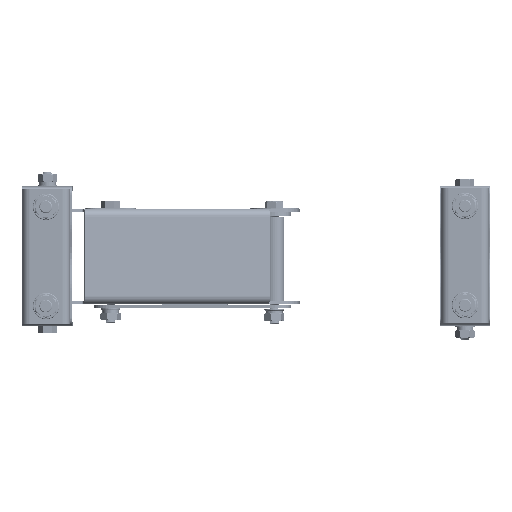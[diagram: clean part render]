
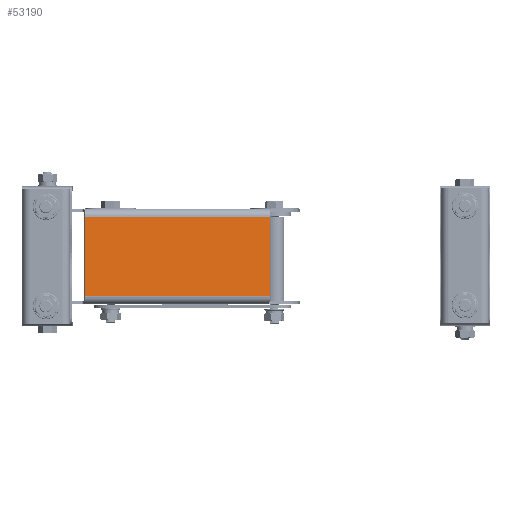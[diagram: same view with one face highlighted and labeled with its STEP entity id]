
A CAD part, front view. The second image highlights one B-rep face of the part: STEP entity #53190.
In plain terms, the highlighted face is planar.
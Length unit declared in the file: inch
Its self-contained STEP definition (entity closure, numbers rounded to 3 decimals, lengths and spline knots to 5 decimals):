
#1772 = CARTESIAN_POINT ( 'NONE',  ( -2.4225, 0., 0.94125 ) ) ;
#1808 = CARTESIAN_POINT ( 'NONE',  ( -2.4225, 0., -0.94125 ) ) ;
#1820 = CARTESIAN_POINT ( 'NONE',  ( 2.0925, 0., -0.94125 ) ) ;
#1823 = CARTESIAN_POINT ( 'NONE',  ( 2.0925, 0., 0.94125 ) ) ;
#9981 = LINE ( 'NONE', #12115, #10033 ) ;
#10022 = LINE ( 'NONE', #12124, #10029 ) ;
#10027 = LINE ( 'NONE', #12114, #10038 ) ;
#10029 = VECTOR ( 'NONE', #12128, 39.37008 ) ;
#10033 = VECTOR ( 'NONE', #12130, 39.37008 ) ;
#10035 = LINE ( 'NONE', #12137, #10041 ) ;
#10038 = VECTOR ( 'NONE', #12134, 39.37008 ) ;
#10041 = VECTOR ( 'NONE', #12140, 39.37008 ) ;
#12114 = CARTESIAN_POINT ( 'NONE',  ( 2.0925, 0., -8.44537 ) ) ;
#12115 = CARTESIAN_POINT ( 'NONE',  ( -3.3125, 0., -0.94125 ) ) ;
#12124 = CARTESIAN_POINT ( 'NONE',  ( -2.4225, 0., -8.44537 ) ) ;
#12128 = DIRECTION ( 'NONE',  ( 0., 0., 1. ) ) ;
#12130 = DIRECTION ( 'NONE',  ( 1., 0., 0. ) ) ;
#12134 = DIRECTION ( 'NONE',  ( 0., 0., 1. ) ) ;
#12137 = CARTESIAN_POINT ( 'NONE',  ( -3.3125, 0., 0.94125 ) ) ;
#12140 = DIRECTION ( 'NONE',  ( -1., 0., 0. ) ) ;
#45060 = EDGE_LOOP ( 'NONE', ( #75803, #75804, #75805, #75806 ) ) ;
#53190 = ADVANCED_FACE ( 'NONE', ( #78052 ), #78646, .F. ) ;
#65013 = AXIS2_PLACEMENT_3D ( 'NONE', #78680, #78681, #78682 ) ;
#72336 = VERTEX_POINT ( 'NONE', #1772 ) ;
#72352 = VERTEX_POINT ( 'NONE', #1808 ) ;
#72357 = VERTEX_POINT ( 'NONE', #1820 ) ;
#72358 = VERTEX_POINT ( 'NONE', #1823 ) ;
#74399 = EDGE_CURVE ( 'NONE', #72352, #72336, #10022, .T. ) ;
#74400 = EDGE_CURVE ( 'NONE', #72352, #72357, #9981, .T. ) ;
#74401 = EDGE_CURVE ( 'NONE', #72357, #72358, #10027, .T. ) ;
#74402 = EDGE_CURVE ( 'NONE', #72358, #72336, #10035, .T. ) ;
#75803 = ORIENTED_EDGE ( 'NONE', *, *, #74399, .F. ) ;
#75804 = ORIENTED_EDGE ( 'NONE', *, *, #74400, .T. ) ;
#75805 = ORIENTED_EDGE ( 'NONE', *, *, #74401, .T. ) ;
#75806 = ORIENTED_EDGE ( 'NONE', *, *, #74402, .T. ) ;
#78052 = FACE_OUTER_BOUND ( 'NONE', #45060, .T. ) ;
#78646 = PLANE ( 'NONE',  #65013 ) ;
#78680 = CARTESIAN_POINT ( 'NONE',  ( -3.3125, 0., -1.14 ) ) ;
#78681 = DIRECTION ( 'NONE',  ( 0., 1., 0. ) ) ;
#78682 = DIRECTION ( 'NONE',  ( 0., 0., 1. ) ) ;
